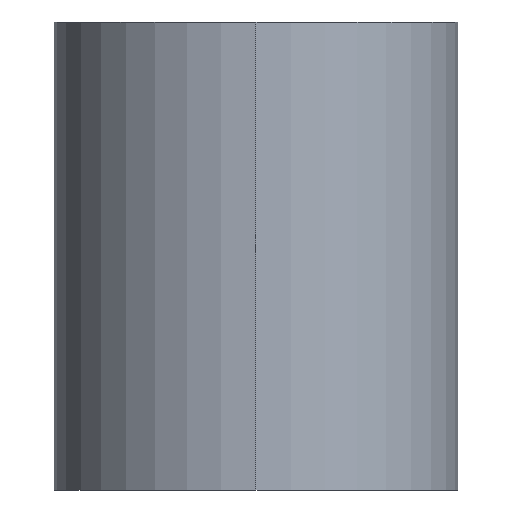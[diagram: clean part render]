
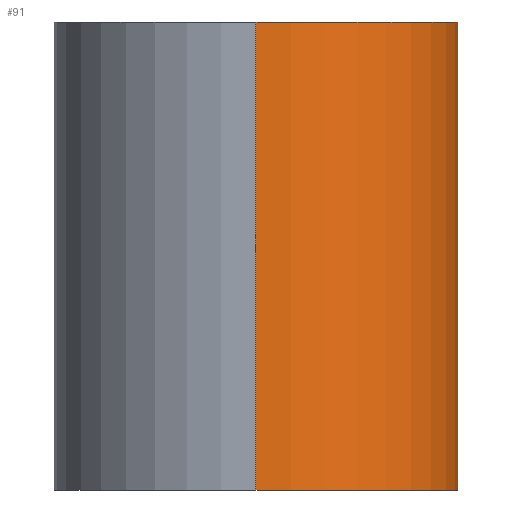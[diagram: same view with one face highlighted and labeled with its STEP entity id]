
A CAD part, left-side view. The second image highlights one B-rep face of the part: STEP entity #91.
In plain terms, the highlighted cylindrical face has radius 4.242 mm (diameter 8.484 mm), a partial arc.
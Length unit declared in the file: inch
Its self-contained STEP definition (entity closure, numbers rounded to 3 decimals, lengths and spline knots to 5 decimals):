
#50=CARTESIAN_POINT('',(0.0,0.167,0.0));
#51=DIRECTION('',(0.0,0.0,1.0));
#52=DIRECTION('',(-1.0,0.0,0.0));
#53=AXIS2_PLACEMENT_3D('',#50,#51,#52);
#54=CYLINDRICAL_SURFACE('',#53,0.167);
#55=CARTESIAN_POINT('',(-0.167,0.167,-0.1935));
#56=VERTEX_POINT('',#55);
#57=CARTESIAN_POINT('',(-0.167,0.167,0.1935));
#58=VERTEX_POINT('',#57);
#59=CARTESIAN_POINT('',(-0.167,0.167,-0.1935));
#60=DIRECTION('',(0.0,0.0,1.0));
#61=VECTOR('',#60,0.387);
#62=LINE('',#59,#61);
#63=EDGE_CURVE('',#56,#58,#62,.T.);
#64=ORIENTED_EDGE('',*,*,#63,.F.);
#65=CARTESIAN_POINT('',(0.0,0.0,-0.1935));
#66=VERTEX_POINT('',#65);
#67=CARTESIAN_POINT('',(0.0,0.167,-0.1935));
#68=DIRECTION('',(0.0,0.0,1.0));
#69=DIRECTION('',(-1.0,0.0,0.0));
#70=AXIS2_PLACEMENT_3D('',#67,#68,#69);
#71=CIRCLE('',#70,0.167);
#72=EDGE_CURVE('',#56,#66,#71,.T.);
#73=ORIENTED_EDGE('',*,*,#72,.T.);
#74=CARTESIAN_POINT('',(0.0,0.0,0.1935));
#75=VERTEX_POINT('',#74);
#76=CARTESIAN_POINT('',(0.0,0.0,-0.1935));
#77=DIRECTION('',(0.0,0.0,1.0));
#78=VECTOR('',#77,0.387);
#79=LINE('',#76,#78);
#80=EDGE_CURVE('',#66,#75,#79,.T.);
#81=ORIENTED_EDGE('',*,*,#80,.T.);
#82=CARTESIAN_POINT('',(0.0,0.167,0.1935));
#83=DIRECTION('',(0.0,0.0,-1.0));
#84=DIRECTION('',(-1.0,0.0,0.0));
#85=AXIS2_PLACEMENT_3D('',#82,#83,#84);
#86=CIRCLE('',#85,0.167);
#87=EDGE_CURVE('',#75,#58,#86,.T.);
#88=ORIENTED_EDGE('',*,*,#87,.T.);
#89=EDGE_LOOP('',(#64,#73,#81,#88));
#90=FACE_OUTER_BOUND('',#89,.T.);
#91=ADVANCED_FACE('',(#90),#54,.T.);
